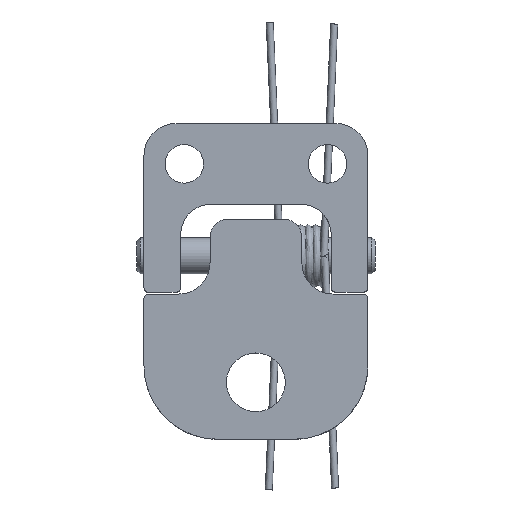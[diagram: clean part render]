
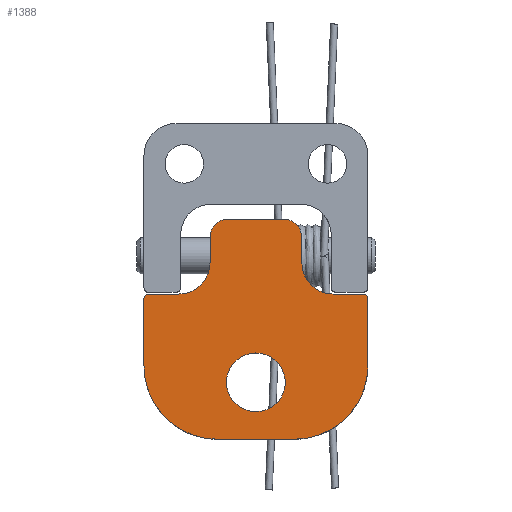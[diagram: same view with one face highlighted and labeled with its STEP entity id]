
A CAD part, top view. The second image highlights one B-rep face of the part: STEP entity #1388.
In plain terms, the highlighted planar face has unit normal (0, 0, 1).
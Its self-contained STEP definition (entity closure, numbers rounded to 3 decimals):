
#70=FACE_BOUND('',#251,.T.);
#100=PLANE('',#1577);
#164=FACE_OUTER_BOUND('',#250,.T.);
#250=EDGE_LOOP('',(#1193,#1194,#1195,#1196,#1197,#1198,#1199,#1200,#1201,
#1202,#1203,#1204,#1205,#1206,#1207,#1208));
#251=EDGE_LOOP('',(#1209));
#303=CIRCLE('',#1533,0.25);
#308=CIRCLE('',#1541,0.25);
#316=CIRCLE('',#1556,4.);
#319=CIRCLE('',#1562,4.);
#321=CIRCLE('',#1566,1.6);
#322=CIRCLE('',#1568,1.7);
#323=CIRCLE('',#1570,1.7);
#324=CIRCLE('',#1572,1.);
#325=CIRCLE('',#1575,1.);
#405=LINE('',#2267,#522);
#415=LINE('',#2300,#532);
#431=LINE('',#2348,#548);
#432=LINE('',#2351,#549);
#444=LINE('',#2387,#561);
#447=LINE('',#2395,#564);
#448=LINE('',#2397,#565);
#449=LINE('',#2398,#566);
#522=VECTOR('',#1807,10.);
#532=VECTOR('',#1835,10.);
#548=VECTOR('',#1881,10.);
#549=VECTOR('',#1884,10.);
#561=VECTOR('',#1924,10.);
#564=VECTOR('',#1933,10.);
#565=VECTOR('',#1936,10.);
#566=VECTOR('',#1937,10.);
#645=VERTEX_POINT('',#2257);
#646=VERTEX_POINT('',#2259);
#648=VERTEX_POINT('',#2265);
#657=VERTEX_POINT('',#2287);
#658=VERTEX_POINT('',#2288);
#662=VERTEX_POINT('',#2298);
#677=VERTEX_POINT('',#2340);
#678=VERTEX_POINT('',#2342);
#680=VERTEX_POINT('',#2350);
#682=VERTEX_POINT('',#2356);
#686=VERTEX_POINT('',#2369);
#687=VERTEX_POINT('',#2373);
#688=VERTEX_POINT('',#2377);
#689=VERTEX_POINT('',#2381);
#690=VERTEX_POINT('',#2383);
#691=VERTEX_POINT('',#2389);
#692=VERTEX_POINT('',#2391);
#802=EDGE_CURVE('',#645,#646,#303,.T.);
#806=EDGE_CURVE('',#648,#645,#405,.T.);
#816=EDGE_CURVE('',#657,#658,#308,.T.);
#822=EDGE_CURVE('',#662,#657,#415,.T.);
#843=EDGE_CURVE('',#677,#678,#316,.T.);
#846=EDGE_CURVE('',#658,#677,#431,.T.);
#847=EDGE_CURVE('',#646,#680,#432,.T.);
#851=EDGE_CURVE('',#682,#648,#319,.T.);
#857=EDGE_CURVE('',#686,#686,#321,.T.);
#860=EDGE_CURVE('',#687,#662,#322,.T.);
#861=EDGE_CURVE('',#680,#688,#323,.T.);
#864=EDGE_CURVE('',#689,#690,#324,.T.);
#866=EDGE_CURVE('',#688,#689,#444,.T.);
#868=EDGE_CURVE('',#691,#692,#325,.T.);
#870=EDGE_CURVE('',#692,#687,#447,.T.);
#871=EDGE_CURVE('',#682,#678,#448,.T.);
#872=EDGE_CURVE('',#690,#691,#449,.T.);
#1193=ORIENTED_EDGE('',*,*,#802,.F.);
#1194=ORIENTED_EDGE('',*,*,#806,.F.);
#1195=ORIENTED_EDGE('',*,*,#851,.F.);
#1196=ORIENTED_EDGE('',*,*,#871,.T.);
#1197=ORIENTED_EDGE('',*,*,#843,.F.);
#1198=ORIENTED_EDGE('',*,*,#846,.F.);
#1199=ORIENTED_EDGE('',*,*,#816,.F.);
#1200=ORIENTED_EDGE('',*,*,#822,.F.);
#1201=ORIENTED_EDGE('',*,*,#860,.F.);
#1202=ORIENTED_EDGE('',*,*,#870,.F.);
#1203=ORIENTED_EDGE('',*,*,#868,.F.);
#1204=ORIENTED_EDGE('',*,*,#872,.F.);
#1205=ORIENTED_EDGE('',*,*,#864,.F.);
#1206=ORIENTED_EDGE('',*,*,#866,.F.);
#1207=ORIENTED_EDGE('',*,*,#861,.F.);
#1208=ORIENTED_EDGE('',*,*,#847,.F.);
#1209=ORIENTED_EDGE('',*,*,#857,.T.);
#1388=ADVANCED_FACE('',(#164,#70),#100,.T.);
#1533=AXIS2_PLACEMENT_3D('',#2260,#1800,#1801);
#1541=AXIS2_PLACEMENT_3D('',#2289,#1825,#1826);
#1556=AXIS2_PLACEMENT_3D('',#2343,#1874,#1875);
#1562=AXIS2_PLACEMENT_3D('',#2358,#1891,#1892);
#1566=AXIS2_PLACEMENT_3D('',#2370,#1903,#1904);
#1568=AXIS2_PLACEMENT_3D('',#2375,#1909,#1910);
#1570=AXIS2_PLACEMENT_3D('',#2378,#1913,#1914);
#1572=AXIS2_PLACEMENT_3D('',#2384,#1919,#1920);
#1575=AXIS2_PLACEMENT_3D('',#2392,#1928,#1929);
#1577=AXIS2_PLACEMENT_3D('',#2396,#1934,#1935);
#1800=DIRECTION('center_axis',(0.,0.,-1.));
#1801=DIRECTION('ref_axis',(-0.707,0.707,0.));
#1807=DIRECTION('',(0.,1.,0.));
#1825=DIRECTION('center_axis',(0.,0.,-1.));
#1826=DIRECTION('ref_axis',(0.707,0.707,0.));
#1835=DIRECTION('',(1.,0.,0.));
#1874=DIRECTION('center_axis',(0.,0.,-1.));
#1875=DIRECTION('ref_axis',(0.707,-0.707,0.));
#1881=DIRECTION('',(0.,-1.,0.));
#1884=DIRECTION('',(1.,0.,0.));
#1891=DIRECTION('center_axis',(0.,0.,-1.));
#1892=DIRECTION('ref_axis',(-0.707,-0.707,0.));
#1903=DIRECTION('center_axis',(0.,0.,-1.));
#1904=DIRECTION('ref_axis',(-1.,0.,0.));
#1909=DIRECTION('center_axis',(0.,0.,1.));
#1910=DIRECTION('ref_axis',(-0.707,-0.707,0.));
#1913=DIRECTION('center_axis',(0.,0.,1.));
#1914=DIRECTION('ref_axis',(0.707,-0.707,0.));
#1919=DIRECTION('center_axis',(0.,0.,-1.));
#1920=DIRECTION('ref_axis',(-0.707,0.707,0.));
#1924=DIRECTION('',(0.,1.,0.));
#1928=DIRECTION('center_axis',(0.,0.,-1.));
#1929=DIRECTION('ref_axis',(0.707,0.707,0.));
#1933=DIRECTION('',(0.,-1.,0.));
#1934=DIRECTION('center_axis',(0.,0.,1.));
#1935=DIRECTION('ref_axis',(0.,-1.,0.));
#1936=DIRECTION('',(1.,0.,0.));
#1937=DIRECTION('',(1.,0.,0.));
#2257=CARTESIAN_POINT('',(-6.1,-2.342,2.9));
#2259=CARTESIAN_POINT('',(-5.85,-2.092,2.9));
#2260=CARTESIAN_POINT('Origin',(-5.85,-2.342,2.9));
#2265=CARTESIAN_POINT('',(-6.1,-6.,2.9));
#2267=CARTESIAN_POINT('',(-6.1,-1.992,2.9));
#2287=CARTESIAN_POINT('',(5.85,-2.092,2.9));
#2288=CARTESIAN_POINT('',(6.1,-2.342,2.9));
#2289=CARTESIAN_POINT('Origin',(5.85,-2.342,2.9));
#2298=CARTESIAN_POINT('',(4.2,-2.092,2.9));
#2300=CARTESIAN_POINT('',(0.,-2.092,2.9));
#2340=CARTESIAN_POINT('',(6.1,-6.,2.9));
#2342=CARTESIAN_POINT('',(2.1,-10.,2.9));
#2343=CARTESIAN_POINT('Origin',(2.1,-6.,2.9));
#2348=CARTESIAN_POINT('',(6.1,-1.992,2.9));
#2350=CARTESIAN_POINT('',(-4.2,-2.092,2.9));
#2351=CARTESIAN_POINT('',(0.,-2.092,2.9));
#2356=CARTESIAN_POINT('',(-2.1,-10.,2.9));
#2358=CARTESIAN_POINT('Origin',(-2.1,-6.,2.9));
#2369=CARTESIAN_POINT('',(1.6,-6.9,2.9));
#2370=CARTESIAN_POINT('Origin',(0.,-6.9,2.9));
#2373=CARTESIAN_POINT('',(2.5,-0.392,2.9));
#2375=CARTESIAN_POINT('Origin',(4.2,-0.392,2.9));
#2377=CARTESIAN_POINT('',(-2.5,-0.392,2.9));
#2378=CARTESIAN_POINT('Origin',(-4.2,-0.392,2.9));
#2381=CARTESIAN_POINT('',(-2.5,0.992,2.9));
#2383=CARTESIAN_POINT('',(-1.5,1.992,2.9));
#2384=CARTESIAN_POINT('Origin',(-1.5,0.992,2.9));
#2387=CARTESIAN_POINT('',(-2.5,7.2,2.9));
#2389=CARTESIAN_POINT('',(1.5,1.992,2.9));
#2391=CARTESIAN_POINT('',(2.5,0.992,2.9));
#2392=CARTESIAN_POINT('Origin',(1.5,0.992,2.9));
#2395=CARTESIAN_POINT('',(2.5,7.2,2.9));
#2396=CARTESIAN_POINT('Origin',(0.,1.992,2.9));
#2397=CARTESIAN_POINT('',(0.,-10.,2.9));
#2398=CARTESIAN_POINT('',(0.,1.992,2.9));
